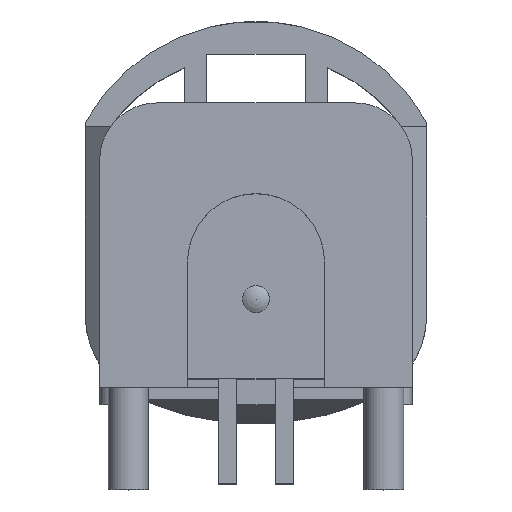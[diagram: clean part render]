
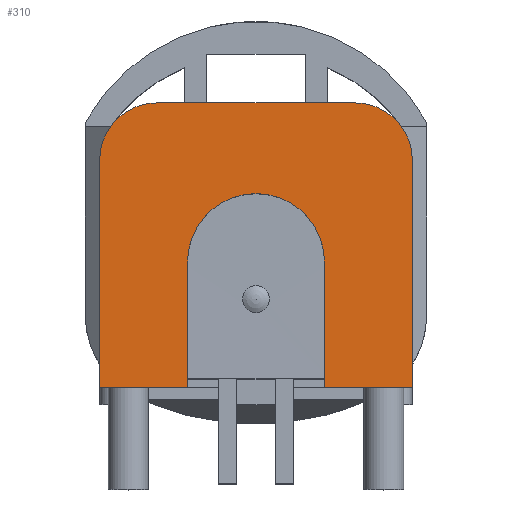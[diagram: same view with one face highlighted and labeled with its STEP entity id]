
A CAD part, top view. The second image highlights one B-rep face of the part: STEP entity #310.
In plain terms, the highlighted planar face has unit normal (0, 0, 1).
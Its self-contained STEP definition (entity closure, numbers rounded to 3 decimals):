
#149=FACE_OUTER_BOUND('',#688,.T.);
#310=ADVANCED_FACE('',(#149),#471,.F.);
#471=PLANE('',#3439);
#688=EDGE_LOOP('',(#1240,#1241,#1242,#1243,#1244,#1245,#1246,#1247,#1248,
#1249));
#854=CIRCLE('',#3390,2.41);
#874=CIRCLE('',#3437,2.);
#875=CIRCLE('',#3438,2.);
#1240=ORIENTED_EDGE('',*,*,#2375,.T.);
#1241=ORIENTED_EDGE('',*,*,#2376,.T.);
#1242=ORIENTED_EDGE('',*,*,#2377,.F.);
#1243=ORIENTED_EDGE('',*,*,#2378,.F.);
#1244=ORIENTED_EDGE('',*,*,#2379,.F.);
#1245=ORIENTED_EDGE('',*,*,#2380,.F.);
#1246=ORIENTED_EDGE('',*,*,#2381,.F.);
#1247=ORIENTED_EDGE('',*,*,#2382,.T.);
#1248=ORIENTED_EDGE('',*,*,#2302,.F.);
#1249=ORIENTED_EDGE('',*,*,#2327,.T.);
#1964=VERTEX_POINT('',#4818);
#1965=VERTEX_POINT('',#4820);
#1982=VERTEX_POINT('',#4870);
#2016=VERTEX_POINT('',#4971);
#2017=VERTEX_POINT('',#4973);
#2018=VERTEX_POINT('',#4975);
#2019=VERTEX_POINT('',#4977);
#2020=VERTEX_POINT('',#4979);
#2021=VERTEX_POINT('',#4981);
#2022=VERTEX_POINT('',#4983);
#2302=EDGE_CURVE('',#1964,#1965,#854,.T.);
#2327=EDGE_CURVE('',#1964,#1982,#2759,.T.);
#2375=EDGE_CURVE('',#1982,#2016,#2790,.T.);
#2376=EDGE_CURVE('',#2016,#2017,#2791,.T.);
#2377=EDGE_CURVE('',#2018,#2017,#874,.T.);
#2378=EDGE_CURVE('',#2019,#2018,#2792,.T.);
#2379=EDGE_CURVE('',#2020,#2019,#875,.T.);
#2380=EDGE_CURVE('',#2021,#2020,#2793,.T.);
#2381=EDGE_CURVE('',#2022,#2021,#2794,.T.);
#2382=EDGE_CURVE('',#2022,#1965,#2795,.T.);
#2759=LINE('',#4871,#3109);
#2790=LINE('',#4970,#3140);
#2791=LINE('',#4972,#3141);
#2792=LINE('',#4976,#3142);
#2793=LINE('',#4980,#3143);
#2794=LINE('',#4982,#3144);
#2795=LINE('',#4984,#3145);
#3109=VECTOR('',#3889,1.);
#3140=VECTOR('',#3990,1.);
#3141=VECTOR('',#3991,1.);
#3142=VECTOR('',#3994,1.);
#3143=VECTOR('',#3997,1.);
#3144=VECTOR('',#3998,1.);
#3145=VECTOR('',#3999,1.);
#3390=AXIS2_PLACEMENT_3D('',#4819,#3843,#3844);
#3437=AXIS2_PLACEMENT_3D('',#4974,#3992,#3993);
#3438=AXIS2_PLACEMENT_3D('',#4978,#3995,#3996);
#3439=AXIS2_PLACEMENT_3D('',#4985,#4000,#4001);
#3843=DIRECTION('',(0.,0.,1.));
#3844=DIRECTION('',(-1.,0.,0.));
#3889=DIRECTION('',(0.,-1.,0.));
#3990=DIRECTION('',(1.,0.,0.));
#3991=DIRECTION('',(0.,1.,0.));
#3992=DIRECTION('',(0.,0.,-1.));
#3993=DIRECTION('',(-1.,0.,0.));
#3994=DIRECTION('',(1.,0.,0.));
#3995=DIRECTION('',(0.,0.,-1.));
#3996=DIRECTION('',(-1.,0.,0.));
#3997=DIRECTION('',(0.,1.,0.));
#3998=DIRECTION('',(-1.,0.,0.));
#3999=DIRECTION('',(0.,1.,0.));
#4000=DIRECTION('',(0.,0.,-1.));
#4001=DIRECTION('',(1.,0.,0.));
#4818=CARTESIAN_POINT('',(2.41,0.,25.));
#4819=CARTESIAN_POINT('',(0.,0.,25.));
#4820=CARTESIAN_POINT('',(-2.41,0.,25.));
#4870=CARTESIAN_POINT('',(2.41,-4.4,25.));
#4871=CARTESIAN_POINT('',(2.41,0.,25.));
#4970=CARTESIAN_POINT('',(0.,-4.4,25.));
#4971=CARTESIAN_POINT('',(5.5,-4.4,25.));
#4972=CARTESIAN_POINT('',(5.5,0.,25.));
#4973=CARTESIAN_POINT('',(5.5,3.6,25.));
#4974=CARTESIAN_POINT('',(3.5,3.6,25.));
#4975=CARTESIAN_POINT('',(3.5,5.6,25.));
#4976=CARTESIAN_POINT('',(0.,5.6,25.));
#4977=CARTESIAN_POINT('',(-3.5,5.6,25.));
#4978=CARTESIAN_POINT('',(-3.5,3.6,25.));
#4979=CARTESIAN_POINT('',(-5.5,3.6,25.));
#4980=CARTESIAN_POINT('',(-5.5,0.,25.));
#4981=CARTESIAN_POINT('',(-5.5,-4.4,25.));
#4982=CARTESIAN_POINT('',(0.,-4.4,25.));
#4983=CARTESIAN_POINT('',(-2.41,-4.4,25.));
#4984=CARTESIAN_POINT('',(-2.41,0.,25.));
#4985=CARTESIAN_POINT('',(0.,0.,25.));
